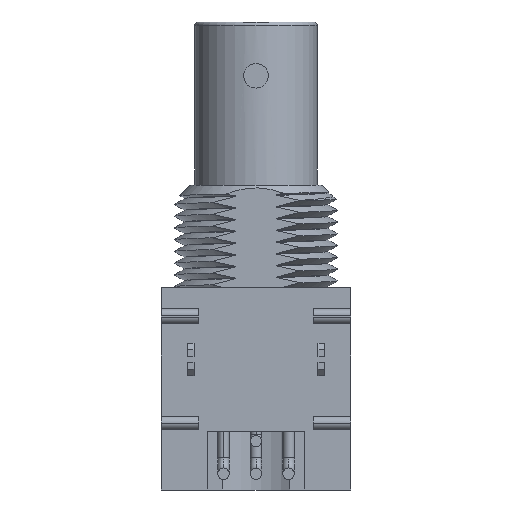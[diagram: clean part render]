
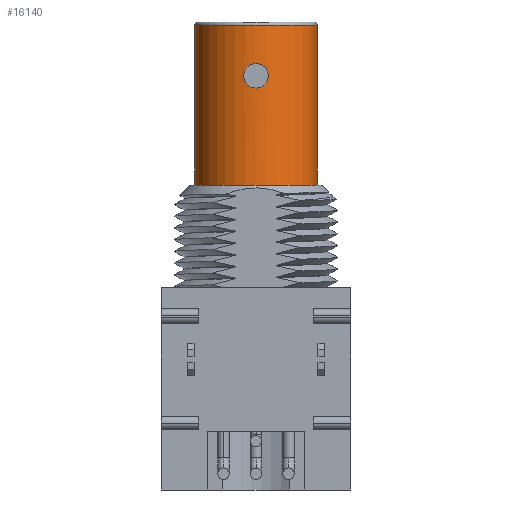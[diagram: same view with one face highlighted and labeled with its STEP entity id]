
A CAD part, front view. The second image highlights one B-rep face of the part: STEP entity #16140.
In plain terms, the highlighted cylindrical face has radius 4.763 mm (diameter 9.525 mm), a partial arc.
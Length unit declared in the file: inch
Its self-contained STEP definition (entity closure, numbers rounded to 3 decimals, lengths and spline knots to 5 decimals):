
#237 = DIRECTION ( 'NONE',  ( 1., 0., 0. ) ) ;
#793 = EDGE_CURVE ( 'NONE', #18334, #19816, #12116, .T. ) ;
#1442 = CARTESIAN_POINT ( 'NONE',  ( 0., -0.1875, 0.6875 ) ) ;
#2069 = EDGE_CURVE ( 'NONE', #19816, #17815, #7852, .T. ) ;
#2213 = CARTESIAN_POINT ( 'NONE',  ( 0.03276, -0.18463, 0.63109 ) ) ;
#2286 = DIRECTION ( 'NONE',  ( 0., 0., -1. ) ) ;
#2460 = CARTESIAN_POINT ( 'NONE',  ( 0.02307, -0.18611, 0.67996 ) ) ;
#2554 = EDGE_CURVE ( 'NONE', #4681, #17815, #4716, .T. ) ;
#3006 = CARTESIAN_POINT ( 'NONE',  ( -0.00985, -0.1873, 0.61349 ) ) ;
#3112 = CARTESIAN_POINT ( 'NONE',  ( -0.03652, -0.18392, 0.64015 ) ) ;
#3654 = EDGE_LOOP ( 'NONE', ( #15289, #7828, #21835, #13300 ) ) ;
#4681 = VERTEX_POINT ( 'NONE', #16213 ) ;
#4716 = LINE ( 'NONE', #14103, #13794 ) ;
#4781 = CARTESIAN_POINT ( 'NONE',  ( 0., -0.1875, 0.6125 ) ) ;
#5002 = CARTESIAN_POINT ( 'NONE',  ( -0.00497, -0.1875, 0.6875 ) ) ;
#5056 = CYLINDRICAL_SURFACE ( 'NONE', #5392, 0.1875 ) ;
#5392 = AXIS2_PLACEMENT_3D ( 'NONE', #14436, #23701, #5405 ) ;
#5405 = DIRECTION ( 'NONE',  ( -1., 0., 0. ) ) ;
#5442 = VECTOR ( 'NONE', #15917, 39.37008 ) ;
#5683 = ORIENTED_EDGE ( 'NONE', *, *, #9284, .T. ) ;
#5771 = B_SPLINE_CURVE_WITH_KNOTS ( 'NONE', 3,
 ( #4781, #13920, #3006, #8536, #10348, #21385, #12263, #3112, #10458, #6250, #20920, #23405, #14389, #23537, #18352, #12374, #5002, #1442 ),
 .UNSPECIFIED., .F., .F.,
 ( 4, 2, 2, 2, 2, 2, 2, 2, 4 ),
 ( 0.00299, 0.00336, 0.00373, 0.0041, 0.00448, 0.00485, 0.00522, 0.0056, 0.00597 ),
 .UNSPECIFIED. ) ;
#6250 = CARTESIAN_POINT ( 'NONE',  ( -0.0375, -0.18371, 0.65493 ) ) ;
#6377 = VERTEX_POINT ( 'NONE', #8685 ) ;
#7571 = EDGE_CURVE ( 'NONE', #6377, #13966, #22758, .T. ) ;
#7618 = CARTESIAN_POINT ( 'NONE',  ( -0.1875, 0., 0.31495 ) ) ;
#7828 = ORIENTED_EDGE ( 'NONE', *, *, #17345, .T. ) ;
#7852 = CIRCLE ( 'NONE', #11688, 0.1875 ) ;
#7886 = CARTESIAN_POINT ( 'NONE',  ( 0.03, -0.18512, 0.62697 ) ) ;
#8270 = CARTESIAN_POINT ( 'NONE',  ( 0.1875, 0., 0.815 ) ) ;
#8536 = CARTESIAN_POINT ( 'NONE',  ( -0.01888, -0.1866, 0.61723 ) ) ;
#8685 = CARTESIAN_POINT ( 'NONE',  ( 0., -0.1875, 0.6875 ) ) ;
#8936 = FACE_OUTER_BOUND ( 'NONE', #3654, .T. ) ;
#9284 = EDGE_CURVE ( 'NONE', #13966, #6377, #5771, .T. ) ;
#9553 = CARTESIAN_POINT ( 'NONE',  ( 0.00497, -0.1875, 0.6875 ) ) ;
#9678 = CARTESIAN_POINT ( 'NONE',  ( 0.02303, -0.18611, 0.62 ) ) ;
#9806 = CARTESIAN_POINT ( 'NONE',  ( 0.03651, -0.18392, 0.65986 ) ) ;
#9967 = DIRECTION ( 'NONE',  ( 0., 0., -1. ) ) ;
#10080 = AXIS2_PLACEMENT_3D ( 'NONE', #16695, #2286, #237 ) ;
#10348 = CARTESIAN_POINT ( 'NONE',  ( -0.02304, -0.18611, 0.62001 ) ) ;
#10458 = CARTESIAN_POINT ( 'NONE',  ( -0.0375, -0.18371, 0.64503 ) ) ;
#11353 = CARTESIAN_POINT ( 'NONE',  ( 0.0189, -0.1866, 0.61724 ) ) ;
#11688 = AXIS2_PLACEMENT_3D ( 'NONE', #15094, #9967, #13536 ) ;
#12116 = LINE ( 'NONE', #8270, #5442 ) ;
#12263 = CARTESIAN_POINT ( 'NONE',  ( -0.03273, -0.18463, 0.63105 ) ) ;
#12374 = CARTESIAN_POINT ( 'NONE',  ( -0.0099, -0.18729, 0.6865 ) ) ;
#12601 = EDGE_LOOP ( 'NONE', ( #23646, #5683 ) ) ;
#13006 = CARTESIAN_POINT ( 'NONE',  ( 0.03653, -0.18392, 0.64019 ) ) ;
#13300 = ORIENTED_EDGE ( 'NONE', *, *, #2069, .F. ) ;
#13536 = DIRECTION ( 'NONE',  ( -1., 0., 0. ) ) ;
#13794 = VECTOR ( 'NONE', #17459, 39.37008 ) ;
#13920 = CARTESIAN_POINT ( 'NONE',  ( -0.0049, -0.1875, 0.6125 ) ) ;
#13966 = VERTEX_POINT ( 'NONE', #19585 ) ;
#14103 = CARTESIAN_POINT ( 'NONE',  ( -0.1875, 0., 0.815 ) ) ;
#14389 = CARTESIAN_POINT ( 'NONE',  ( -0.02998, -0.18512, 0.67305 ) ) ;
#14436 = CARTESIAN_POINT ( 'NONE',  ( 0., 0., 0.815 ) ) ;
#14804 = CARTESIAN_POINT ( 'NONE',  ( 0.02997, -0.18512, 0.67306 ) ) ;
#14920 = CARTESIAN_POINT ( 'NONE',  ( 0.01892, -0.1866, 0.68275 ) ) ;
#14927 = CARTESIAN_POINT ( 'NONE',  ( 0.1875, 0., 0.805 ) ) ;
#14959 = CARTESIAN_POINT ( 'NONE',  ( 0.1875, 0., 0.31495 ) ) ;
#15045 = CARTESIAN_POINT ( 'NONE',  ( 0., -0.1875, 0.6125 ) ) ;
#15094 = CARTESIAN_POINT ( 'NONE',  ( 0., 0., 0.31495 ) ) ;
#15173 = CARTESIAN_POINT ( 'NONE',  ( 0.0049, -0.1875, 0.6125 ) ) ;
#15289 = ORIENTED_EDGE ( 'NONE', *, *, #793, .F. ) ;
#15787 = CIRCLE ( 'NONE', #10080, 0.1875 ) ;
#15917 = DIRECTION ( 'NONE',  ( 0., 0., -1. ) ) ;
#16140 = ADVANCED_FACE ( 'NONE', ( #8936, #18035 ), #5056, .T. ) ;
#16213 = CARTESIAN_POINT ( 'NONE',  ( -0.1875, 0., 0.805 ) ) ;
#16695 = CARTESIAN_POINT ( 'NONE',  ( 0., 0., 0.805 ) ) ;
#16981 = CARTESIAN_POINT ( 'NONE',  ( 0.0375, -0.18371, 0.64511 ) ) ;
#17107 = CARTESIAN_POINT ( 'NONE',  ( 0.0375, -0.18371, 0.65492 ) ) ;
#17345 = EDGE_CURVE ( 'NONE', #18334, #4681, #15787, .T. ) ;
#17459 = DIRECTION ( 'NONE',  ( 0., 0., -1. ) ) ;
#17815 = VERTEX_POINT ( 'NONE', #7618 ) ;
#18035 = FACE_BOUND ( 'NONE', #12601, .T. ) ;
#18334 = VERTEX_POINT ( 'NONE', #14927 ) ;
#18352 = CARTESIAN_POINT ( 'NONE',  ( -0.01892, -0.1866, 0.68274 ) ) ;
#18530 = CARTESIAN_POINT ( 'NONE',  ( 0.03276, -0.18463, 0.66888 ) ) ;
#19585 = CARTESIAN_POINT ( 'NONE',  ( 0., -0.1875, 0.6125 ) ) ;
#19816 = VERTEX_POINT ( 'NONE', #14959 ) ;
#20346 = CARTESIAN_POINT ( 'NONE',  ( 0.00984, -0.1873, 0.68652 ) ) ;
#20594 = CARTESIAN_POINT ( 'NONE',  ( 0.00983, -0.1873, 0.61348 ) ) ;
#20920 = CARTESIAN_POINT ( 'NONE',  ( -0.03652, -0.18392, 0.65983 ) ) ;
#21385 = CARTESIAN_POINT ( 'NONE',  ( -0.02996, -0.18512, 0.62692 ) ) ;
#21835 = ORIENTED_EDGE ( 'NONE', *, *, #2554, .T. ) ;
#22382 = CARTESIAN_POINT ( 'NONE',  ( 0., -0.1875, 0.6875 ) ) ;
#22758 = B_SPLINE_CURVE_WITH_KNOTS ( 'NONE', 3,
 ( #22382, #9553, #20346, #14920, #2460, #14804, #18530, #9806, #17107, #16981, #13006, #2213, #7886, #9678, #11353, #20594, #15173, #15045 ),
 .UNSPECIFIED., .F., .F.,
 ( 4, 2, 2, 2, 2, 2, 2, 2, 4 ),
 ( 0., 0.00037, 0.00075, 0.00112, 0.00149, 0.00187, 0.00224, 0.00261, 0.00299 ),
 .UNSPECIFIED. ) ;
#23405 = CARTESIAN_POINT ( 'NONE',  ( -0.03277, -0.18462, 0.66889 ) ) ;
#23537 = CARTESIAN_POINT ( 'NONE',  ( -0.02309, -0.18611, 0.67995 ) ) ;
#23646 = ORIENTED_EDGE ( 'NONE', *, *, #7571, .T. ) ;
#23701 = DIRECTION ( 'NONE',  ( 0., 0., -1. ) ) ;
